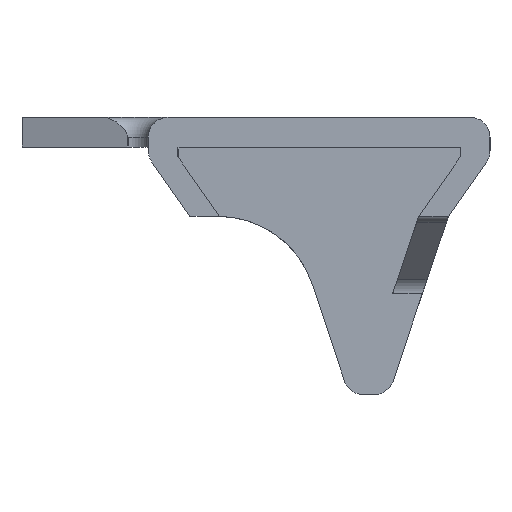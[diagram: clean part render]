
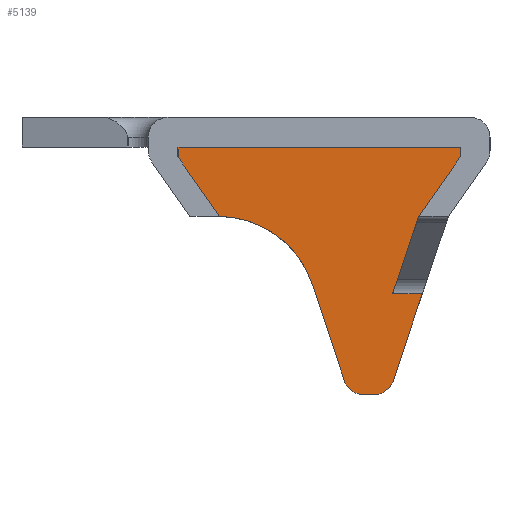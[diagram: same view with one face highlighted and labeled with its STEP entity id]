
A CAD part, left-side view. The second image highlights one B-rep face of the part: STEP entity #5139.
In plain terms, the highlighted planar face has unit normal (-1, 0, 0).
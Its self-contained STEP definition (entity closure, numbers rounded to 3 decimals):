
#118=CIRCLE('',#5421,5.);
#119=CIRCLE('',#5422,1.);
#120=CIRCLE('',#5423,1.);
#293=ORIENTED_EDGE('',*,*,#1881,.T.);
#294=ORIENTED_EDGE('',*,*,#1882,.T.);
#295=ORIENTED_EDGE('',*,*,#1883,.T.);
#296=ORIENTED_EDGE('',*,*,#1884,.F.);
#297=ORIENTED_EDGE('',*,*,#1885,.F.);
#298=ORIENTED_EDGE('',*,*,#1886,.F.);
#299=ORIENTED_EDGE('',*,*,#1887,.F.);
#300=ORIENTED_EDGE('',*,*,#1888,.F.);
#301=ORIENTED_EDGE('',*,*,#1889,.T.);
#302=ORIENTED_EDGE('',*,*,#1890,.T.);
#303=ORIENTED_EDGE('',*,*,#1891,.T.);
#304=ORIENTED_EDGE('',*,*,#1892,.T.);
#305=ORIENTED_EDGE('',*,*,#1893,.T.);
#1881=EDGE_CURVE('',#2675,#2676,#3203,.T.);
#1882=EDGE_CURVE('',#2676,#2677,#3204,.T.);
#1883=EDGE_CURVE('',#2677,#2678,#3205,.T.);
#1884=EDGE_CURVE('',#2679,#2678,#3206,.T.);
#1885=EDGE_CURVE('',#2680,#2679,#3207,.T.);
#1886=EDGE_CURVE('',#2681,#2680,#3208,.T.);
#1887=EDGE_CURVE('',#2682,#2681,#3209,.T.);
#1888=EDGE_CURVE('',#2683,#2682,#3210,.T.);
#1889=EDGE_CURVE('',#2683,#2684,#118,.F.);
#1890=EDGE_CURVE('',#2684,#2685,#3211,.T.);
#1891=EDGE_CURVE('',#2685,#2686,#119,.T.);
#1892=EDGE_CURVE('',#2686,#2687,#3212,.T.);
#1893=EDGE_CURVE('',#2687,#2675,#120,.T.);
#2675=VERTEX_POINT('',#7377);
#2676=VERTEX_POINT('',#7378);
#2677=VERTEX_POINT('',#7380);
#2678=VERTEX_POINT('',#7382);
#2679=VERTEX_POINT('',#7384);
#2680=VERTEX_POINT('',#7386);
#2681=VERTEX_POINT('',#7388);
#2682=VERTEX_POINT('',#7390);
#2683=VERTEX_POINT('',#7392);
#2684=VERTEX_POINT('',#7394);
#2685=VERTEX_POINT('',#7396);
#2686=VERTEX_POINT('',#7398);
#2687=VERTEX_POINT('',#7400);
#3203=LINE('',#7376,#3814);
#3204=LINE('',#7379,#3815);
#3205=LINE('',#7381,#3816);
#3206=LINE('',#7383,#3817);
#3207=LINE('',#7385,#3818);
#3208=LINE('',#7387,#3819);
#3209=LINE('',#7389,#3820);
#3210=LINE('',#7391,#3821);
#3211=LINE('',#7395,#3822);
#3212=LINE('',#7399,#3823);
#3814=VECTOR('',#5871,1000.);
#3815=VECTOR('',#5872,1000.);
#3816=VECTOR('',#5873,1000.);
#3817=VECTOR('',#5874,1000.);
#3818=VECTOR('',#5875,1000.);
#3819=VECTOR('',#5876,1000.);
#3820=VECTOR('',#5877,1000.);
#3821=VECTOR('',#5878,1000.);
#3822=VECTOR('',#5881,1000.);
#3823=VECTOR('',#5884,1000.);
#4425=EDGE_LOOP('',(#293,#294,#295,#296,#297,#298,#299,#300,#301,#302,#303,
#304,#305));
#4693=FACE_BOUND('',#4425,.T.);
#4961=PLANE('',#5420);
#5139=ADVANCED_FACE('',(#4693),#4961,.T.);
#5420=AXIS2_PLACEMENT_3D('',#7375,#5869,#5870);
#5421=AXIS2_PLACEMENT_3D('',#7393,#5879,#5880);
#5422=AXIS2_PLACEMENT_3D('',#7397,#5882,#5883);
#5423=AXIS2_PLACEMENT_3D('',#7401,#5885,#5886);
#5869=DIRECTION('',(-1.,0.,0.));
#5870=DIRECTION('',(0.,0.,1.));
#5871=DIRECTION('',(0.,-0.319,0.948));
#5872=DIRECTION('',(0.,1.,0.));
#5873=DIRECTION('',(0.,-0.319,0.948));
#5874=DIRECTION('',(0.,0.574,-0.819));
#5875=DIRECTION('',(0.,0.,-1.));
#5876=DIRECTION('',(0.,-1.,0.));
#5877=DIRECTION('',(0.,0.,1.));
#5878=DIRECTION('',(0.,0.574,0.819));
#5879=DIRECTION('',(-1.,0.,0.));
#5880=DIRECTION('',(0.,0.,1.));
#5881=DIRECTION('',(0.,-0.314,-0.949));
#5882=DIRECTION('',(-1.,0.,0.));
#5883=DIRECTION('',(0.,0.,1.));
#5884=DIRECTION('',(0.,-1.,0.));
#5885=DIRECTION('',(-1.,0.,0.));
#5886=DIRECTION('',(0.,0.,1.));
#7375=CARTESIAN_POINT('',(233.5,-14.75,-0.185));
#7376=CARTESIAN_POINT('',(233.5,-13.649,-3.5));
#7377=CARTESIAN_POINT('',(233.5,-10.854,-11.819));
#7378=CARTESIAN_POINT('',(233.5,-12.334,-7.414));
#7379=CARTESIAN_POINT('',(233.5,-10.973,-7.414));
#7380=CARTESIAN_POINT('',(233.5,-10.834,-7.414));
#7381=CARTESIAN_POINT('',(233.5,-10.973,-7.));
#7382=CARTESIAN_POINT('',(233.5,-12.149,-3.5));
#7383=CARTESIAN_POINT('',(233.5,-14.25,-0.5));
#7384=CARTESIAN_POINT('',(233.5,-14.25,-0.5));
#7385=CARTESIAN_POINT('',(233.5,-14.25,0.));
#7386=CARTESIAN_POINT('',(233.5,-14.25,0.));
#7387=CARTESIAN_POINT('',(233.5,0.,0.));
#7388=CARTESIAN_POINT('',(233.5,0.,0.));
#7389=CARTESIAN_POINT('',(233.5,0.,-0.5));
#7390=CARTESIAN_POINT('',(233.5,0.,-0.5));
#7391=CARTESIAN_POINT('',(233.5,-2.101,-3.5));
#7392=CARTESIAN_POINT('',(233.5,-2.101,-3.5));
#7393=CARTESIAN_POINT('',(233.5,-2.036,-8.5));
#7394=CARTESIAN_POINT('',(233.5,-6.784,-6.93));
#7395=CARTESIAN_POINT('',(233.5,-5.649,-3.5));
#7396=CARTESIAN_POINT('',(233.5,-8.398,-11.814));
#7397=CARTESIAN_POINT('',(233.5,-9.348,-11.5));
#7398=CARTESIAN_POINT('',(233.5,-9.348,-12.5));
#7399=CARTESIAN_POINT('',(233.5,-8.625,-12.5));
#7400=CARTESIAN_POINT('',(233.5,-9.906,-12.5));
#7401=CARTESIAN_POINT('',(233.5,-9.906,-11.5));
